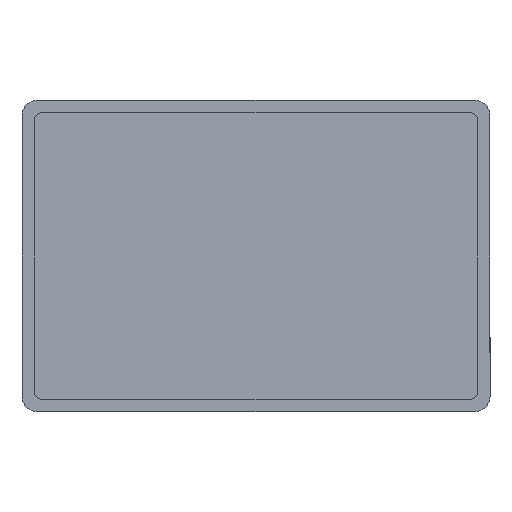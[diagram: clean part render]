
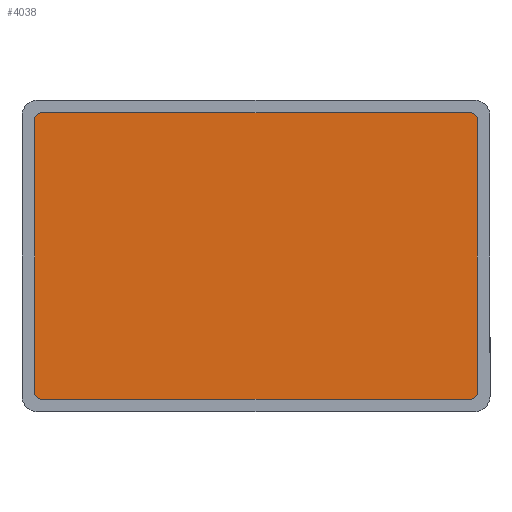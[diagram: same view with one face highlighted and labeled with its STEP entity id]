
A CAD part, front view. The second image highlights one B-rep face of the part: STEP entity #4038.
In plain terms, the highlighted planar face has unit normal (0, -1, 0).
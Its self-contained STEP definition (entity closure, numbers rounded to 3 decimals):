
#148 = CIRCLE ( 'NONE', #16131, 9. ) ;
#529 = CARTESIAN_POINT ( 'NONE',  ( -274., 0., -174. ) ) ;
#818 = EDGE_CURVE ( 'NONE', #20155, #8254, #2065, .T. ) ;
#994 = VERTEX_POINT ( 'NONE', #5637 ) ;
#1144 = ORIENTED_EDGE ( 'NONE', *, *, #8197, .F. ) ;
#1227 = AXIS2_PLACEMENT_3D ( 'NONE', #1991, #7324, #5354 ) ;
#1251 = EDGE_LOOP ( 'NONE', ( #13100, #2001, #15721, #1144, #5065, #17525, #9860, #3863 ) ) ;
#1510 = LINE ( 'NONE', #14914, #8176 ) ;
#1757 = DIRECTION ( 'NONE',  ( 0., 0., 1. ) ) ;
#1991 = CARTESIAN_POINT ( 'NONE',  ( -274., 0., 174. ) ) ;
#2001 = ORIENTED_EDGE ( 'NONE', *, *, #5769, .F. ) ;
#2065 = LINE ( 'NONE', #5425, #13487 ) ;
#2378 = FACE_OUTER_BOUND ( 'NONE', #1251, .T. ) ;
#2779 = CARTESIAN_POINT ( 'NONE',  ( -283., 0., 174. ) ) ;
#3356 = DIRECTION ( 'NONE',  ( 0., 0., 1. ) ) ;
#3863 = ORIENTED_EDGE ( 'NONE', *, *, #10128, .F. ) ;
#4038 = ADVANCED_FACE ( 'NONE', ( #2378 ), #8900, .F. ) ;
#4148 = AXIS2_PLACEMENT_3D ( 'NONE', #5085, #9981, #11611 ) ;
#4714 = VERTEX_POINT ( 'NONE', #11361 ) ;
#5065 = ORIENTED_EDGE ( 'NONE', *, *, #18307, .F. ) ;
#5085 = CARTESIAN_POINT ( 'NONE',  ( 274., 0., 174. ) ) ;
#5354 = DIRECTION ( 'NONE',  ( 0., 0., 1. ) ) ;
#5425 = CARTESIAN_POINT ( 'NONE',  ( -274., 0., 183. ) ) ;
#5548 = DIRECTION ( 'NONE',  ( 0., 1., 0. ) ) ;
#5637 = CARTESIAN_POINT ( 'NONE',  ( 283., 0., 174. ) ) ;
#5680 = CIRCLE ( 'NONE', #1227, 9. ) ;
#5763 = VECTOR ( 'NONE', #18996, 1000. ) ;
#5769 = EDGE_CURVE ( 'NONE', #15480, #5839, #8876, .T. ) ;
#5839 = VERTEX_POINT ( 'NONE', #7670 ) ;
#7045 = EDGE_CURVE ( 'NONE', #12330, #15480, #7943, .T. ) ;
#7208 = CARTESIAN_POINT ( 'NONE',  ( 274., 0., 183. ) ) ;
#7324 = DIRECTION ( 'NONE',  ( 0., 1., 0. ) ) ;
#7432 = CARTESIAN_POINT ( 'NONE',  ( -274., 0., 183. ) ) ;
#7670 = CARTESIAN_POINT ( 'NONE',  ( -274., 0., -183. ) ) ;
#7943 = CIRCLE ( 'NONE', #20782, 9. ) ;
#8176 = VECTOR ( 'NONE', #3356, 1000. ) ;
#8197 = EDGE_CURVE ( 'NONE', #994, #12330, #20369, .T. ) ;
#8228 = EDGE_CURVE ( 'NONE', #13922, #20155, #5680, .T. ) ;
#8254 = VERTEX_POINT ( 'NONE', #7208 ) ;
#8425 = EDGE_CURVE ( 'NONE', #5839, #4714, #148, .T. ) ;
#8876 = LINE ( 'NONE', #12361, #5763 ) ;
#8900 = PLANE ( 'NONE',  #13846 ) ;
#9613 = CARTESIAN_POINT ( 'NONE',  ( 274., 0., -183. ) ) ;
#9860 = ORIENTED_EDGE ( 'NONE', *, *, #8228, .F. ) ;
#9981 = DIRECTION ( 'NONE',  ( 0., 1., 0. ) ) ;
#10128 = EDGE_CURVE ( 'NONE', #4714, #13922, #1510, .T. ) ;
#10523 = DIRECTION ( 'NONE',  ( 0., 0., 1. ) ) ;
#10757 = CIRCLE ( 'NONE', #4148, 9. ) ;
#11361 = CARTESIAN_POINT ( 'NONE',  ( -283., 0., -174. ) ) ;
#11611 = DIRECTION ( 'NONE',  ( 0., 0., 1. ) ) ;
#11744 = DIRECTION ( 'NONE',  ( 1., 0., 0. ) ) ;
#11896 = DIRECTION ( 'NONE',  ( 0., 0., -1. ) ) ;
#11948 = DIRECTION ( 'NONE',  ( 0., 1., 0. ) ) ;
#12330 = VERTEX_POINT ( 'NONE', #14236 ) ;
#12361 = CARTESIAN_POINT ( 'NONE',  ( -274., 0., -183. ) ) ;
#13100 = ORIENTED_EDGE ( 'NONE', *, *, #8425, .F. ) ;
#13487 = VECTOR ( 'NONE', #11744, 1000. ) ;
#13846 = AXIS2_PLACEMENT_3D ( 'NONE', #529, #11948, #10523 ) ;
#13922 = VERTEX_POINT ( 'NONE', #2779 ) ;
#14236 = CARTESIAN_POINT ( 'NONE',  ( 283., 0., -174. ) ) ;
#14914 = CARTESIAN_POINT ( 'NONE',  ( -283., 0., 174. ) ) ;
#15480 = VERTEX_POINT ( 'NONE', #9613 ) ;
#15721 = ORIENTED_EDGE ( 'NONE', *, *, #7045, .F. ) ;
#16131 = AXIS2_PLACEMENT_3D ( 'NONE', #16672, #18292, #1757 ) ;
#16672 = CARTESIAN_POINT ( 'NONE',  ( -274., 0., -174. ) ) ;
#16906 = CARTESIAN_POINT ( 'NONE',  ( 283., 0., 174. ) ) ;
#17303 = DIRECTION ( 'NONE',  ( 0., 0., 1. ) ) ;
#17525 = ORIENTED_EDGE ( 'NONE', *, *, #818, .F. ) ;
#18292 = DIRECTION ( 'NONE',  ( 0., 1., 0. ) ) ;
#18307 = EDGE_CURVE ( 'NONE', #8254, #994, #10757, .T. ) ;
#18888 = VECTOR ( 'NONE', #11896, 1000. ) ;
#18996 = DIRECTION ( 'NONE',  ( -1., 0., 0. ) ) ;
#20155 = VERTEX_POINT ( 'NONE', #7432 ) ;
#20369 = LINE ( 'NONE', #16906, #18888 ) ;
#20449 = CARTESIAN_POINT ( 'NONE',  ( 274., 0., -174. ) ) ;
#20782 = AXIS2_PLACEMENT_3D ( 'NONE', #20449, #5548, #17303 ) ;
